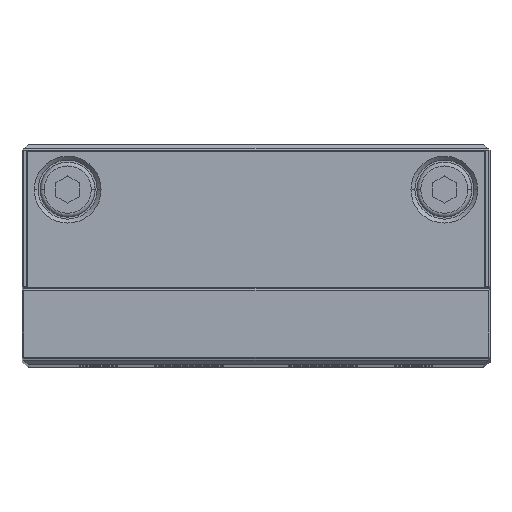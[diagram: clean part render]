
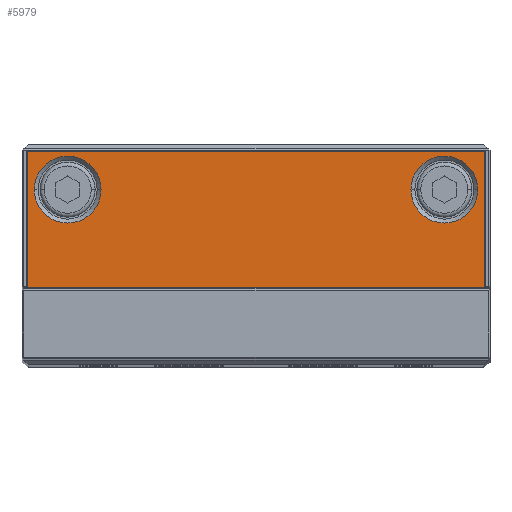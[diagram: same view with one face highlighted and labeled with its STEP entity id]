
A CAD part, top view. The second image highlights one B-rep face of the part: STEP entity #5979.
In plain terms, the highlighted planar face has unit normal (0, 0, 1).
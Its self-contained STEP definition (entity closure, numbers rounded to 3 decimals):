
#4561=FACE_BOUND('',#8796,.T.);
#4562=FACE_BOUND('',#8797,.T.);
#4563=FACE_BOUND('',#8798,.T.);
#4844=PLANE('',#28669);
#5979=ADVANCED_FACE('',(#4561,#4562,#4563),#4844,.T.);
#8796=EDGE_LOOP('',(#15471,#15472,#15473,#15474));
#8797=EDGE_LOOP('',(#15475,#15476));
#8798=EDGE_LOOP('',(#15477,#15478));
#10393=LINE('',#36792,#12882);
#10394=LINE('',#36795,#12883);
#10395=LINE('',#36797,#12884);
#10396=LINE('',#36799,#12885);
#12882=VECTOR('',#30626,1.);
#12883=VECTOR('',#30627,1.);
#12884=VECTOR('',#30628,1.);
#12885=VECTOR('',#30629,1.);
#15471=ORIENTED_EDGE('',*,*,#24581,.T.);
#15472=ORIENTED_EDGE('',*,*,#24582,.T.);
#15473=ORIENTED_EDGE('',*,*,#24583,.T.);
#15474=ORIENTED_EDGE('',*,*,#24584,.T.);
#15475=ORIENTED_EDGE('',*,*,#24507,.T.);
#15476=ORIENTED_EDGE('',*,*,#24580,.T.);
#15477=ORIENTED_EDGE('',*,*,#24511,.T.);
#15478=ORIENTED_EDGE('',*,*,#24579,.T.);
#22275=VERTEX_POINT('',#36638);
#22276=VERTEX_POINT('',#36640);
#22279=VERTEX_POINT('',#36647);
#22280=VERTEX_POINT('',#36649);
#22321=VERTEX_POINT('',#36793);
#22322=VERTEX_POINT('',#36794);
#22323=VERTEX_POINT('',#36796);
#22324=VERTEX_POINT('',#36798);
#24507=EDGE_CURVE('',#22276,#22275,#27981,.T.);
#24511=EDGE_CURVE('',#22280,#22279,#27983,.T.);
#24579=EDGE_CURVE('',#22279,#22280,#28006,.T.);
#24580=EDGE_CURVE('',#22275,#22276,#28007,.T.);
#24581=EDGE_CURVE('',#22321,#22322,#10393,.T.);
#24582=EDGE_CURVE('',#22322,#22323,#10394,.T.);
#24583=EDGE_CURVE('',#22323,#22324,#10395,.T.);
#24584=EDGE_CURVE('',#22324,#22321,#10396,.T.);
#27981=CIRCLE('',#28608,4.25);
#27983=CIRCLE('',#28611,4.25);
#28006=CIRCLE('',#28665,4.25);
#28007=CIRCLE('',#28667,4.25);
#28608=AXIS2_PLACEMENT_3D('',#36639,#30457,#30458);
#28611=AXIS2_PLACEMENT_3D('',#36648,#30465,#30466);
#28665=AXIS2_PLACEMENT_3D('',#36788,#30618,#30619);
#28667=AXIS2_PLACEMENT_3D('',#36790,#30622,#30623);
#28669=AXIS2_PLACEMENT_3D('',#36800,#30630,#30631);
#30457=DIRECTION('',(0.,0.,-1.));
#30458=DIRECTION('',(1.,0.,0.));
#30465=DIRECTION('',(0.,0.,-1.));
#30466=DIRECTION('',(1.,0.,0.));
#30618=DIRECTION('',(0.,0.,-1.));
#30619=DIRECTION('',(1.,0.,0.));
#30622=DIRECTION('',(0.,0.,-1.));
#30623=DIRECTION('',(1.,0.,0.));
#30626=DIRECTION('',(0.,-1.,0.));
#30627=DIRECTION('',(1.,0.,0.));
#30628=DIRECTION('',(0.,1.,0.));
#30629=DIRECTION('',(-1.,0.,0.));
#30630=DIRECTION('',(0.,0.,1.));
#30631=DIRECTION('',(1.,0.,0.));
#36638=CARTESIAN_POINT('',(19.7,22.2,139.));
#36639=CARTESIAN_POINT('',(23.95,22.2,139.));
#36640=CARTESIAN_POINT('',(28.2,22.2,139.));
#36647=CARTESIAN_POINT('',(-28.2,22.2,139.));
#36648=CARTESIAN_POINT('',(-23.95,22.2,139.));
#36649=CARTESIAN_POINT('',(-19.7,22.2,139.));
#36788=CARTESIAN_POINT('',(-23.95,22.2,139.));
#36790=CARTESIAN_POINT('',(23.95,22.2,139.));
#36792=CARTESIAN_POINT('',(-29.1,9.7,139.));
#36793=CARTESIAN_POINT('',(-29.1,27.1,139.));
#36794=CARTESIAN_POINT('',(-29.1,9.8,139.));
#36795=CARTESIAN_POINT('',(29.2,9.8,139.));
#36796=CARTESIAN_POINT('',(29.1,9.8,139.));
#36797=CARTESIAN_POINT('',(29.1,27.2,139.));
#36798=CARTESIAN_POINT('',(29.1,27.1,139.));
#36799=CARTESIAN_POINT('',(-29.2,27.1,139.));
#36800=CARTESIAN_POINT('',(-29.2,9.7,139.));
